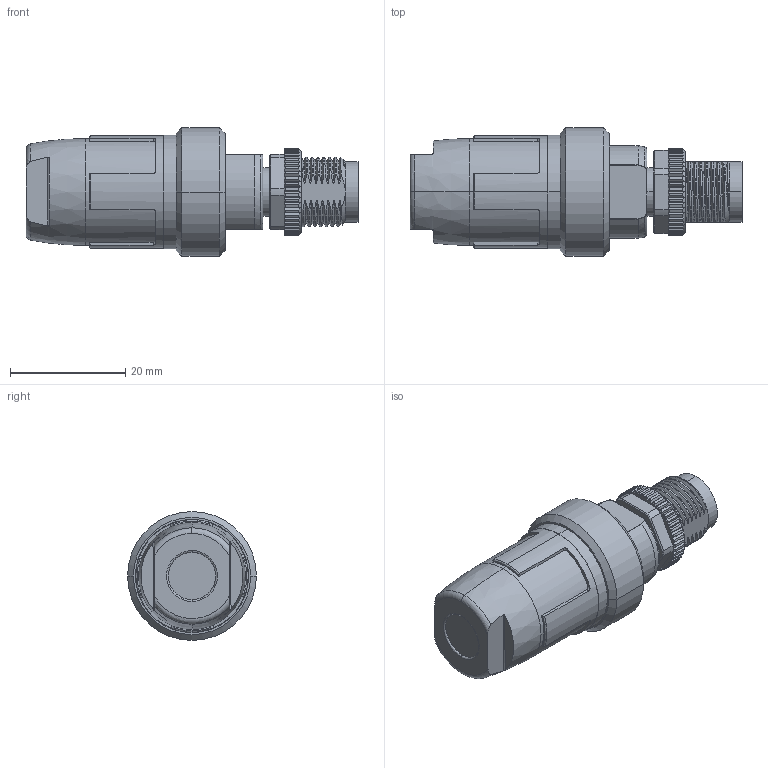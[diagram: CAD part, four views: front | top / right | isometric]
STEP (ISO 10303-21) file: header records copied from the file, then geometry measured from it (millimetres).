
FILE_DESCRIPTION (( 'STEP AP214' ), '1' );
FILE_NAME ('M12FT4AM-L.STEP', '2018-08-02T19:39:46', ( '' ), ( '' ), 'SwSTEP 2.0', 'SolidWorks 2017', '' );
FILE_SCHEMA (( 'AUTOMOTIVE_DESIGN' ));
Length unit declared in the file: millimetre
Products named in the file (1): M12FT4AM-L
Bounding box: 57.5 x 22.3 x 22.3 mm (x, y, z)
Volume: 12783.1 mm3; surface area: 4417.7 mm2
Topology: 1 solids, 1 shells, 421 faces, 1185 edges, 770 vertices
Faces by surface type: plane 158, cylinder 118, bspline 65, torus 61, cone 19
Entity records: 30196 total; most frequent: CARTESIAN_POINT 20324, ORIENTED_EDGE 2354, DIRECTION 1732, EDGE_CURVE 1177, VERTEX_POINT 770, AXIS2_PLACEMENT_3D 656, EDGE_LOOP 433, ADVANCED_FACE 421
